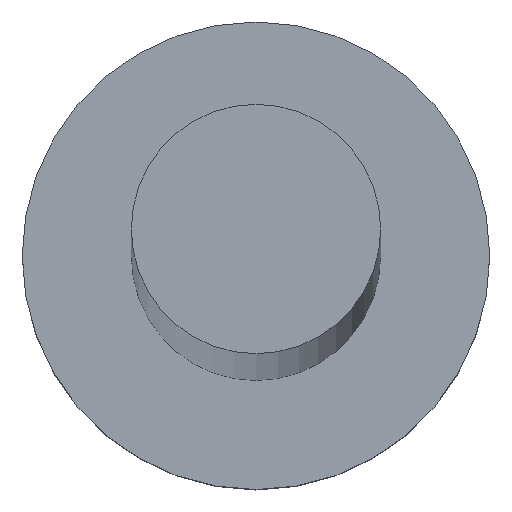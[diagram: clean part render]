
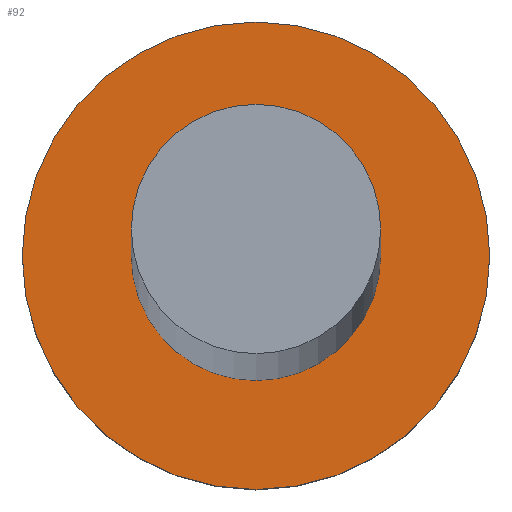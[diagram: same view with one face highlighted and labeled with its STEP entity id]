
A CAD part, top view. The second image highlights one B-rep face of the part: STEP entity #92.
In plain terms, the highlighted planar face has unit normal (0, 0, 1).
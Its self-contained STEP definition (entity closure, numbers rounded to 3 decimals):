
#4 = AXIS2_PLACEMENT_3D ( 'NONE', #9, #7, #208 ) ;
#7 = DIRECTION ( 'NONE',  ( 0., 0., 1. ) ) ;
#9 = CARTESIAN_POINT ( 'NONE',  ( 0., 0., 3. ) ) ;
#18 = EDGE_LOOP ( 'NONE', ( #61, #103 ) ) ;
#31 = FACE_OUTER_BOUND ( 'NONE', #18, .T. ) ;
#48 = EDGE_CURVE ( 'NONE', #236, #237, #59, .T. ) ;
#54 = CIRCLE ( 'NONE', #230, 3. ) ;
#56 = CARTESIAN_POINT ( 'NONE',  ( 1.6, 0., 3. ) ) ;
#58 = DIRECTION ( 'NONE',  ( 0., 0., 1. ) ) ;
#59 = CIRCLE ( 'NONE', #162, 1.6 ) ;
#61 = ORIENTED_EDGE ( 'NONE', *, *, #116, .T. ) ;
#81 = ORIENTED_EDGE ( 'NONE', *, *, #48, .F. ) ;
#83 = EDGE_LOOP ( 'NONE', ( #81, #143 ) ) ;
#84 = DIRECTION ( 'NONE',  ( 1., 0., 0. ) ) ;
#85 = AXIS2_PLACEMENT_3D ( 'NONE', #170, #152, #108 ) ;
#87 = CARTESIAN_POINT ( 'NONE',  ( -1.6, 0., 3. ) ) ;
#92 = ADVANCED_FACE ( 'NONE', ( #240, #31 ), #112, .T. ) ;
#101 = CARTESIAN_POINT ( 'NONE',  ( 0., 0., 3. ) ) ;
#103 = ORIENTED_EDGE ( 'NONE', *, *, #252, .T. ) ;
#107 = AXIS2_PLACEMENT_3D ( 'NONE', #151, #131, #206 ) ;
#108 = DIRECTION ( 'NONE',  ( 1., 0., 0. ) ) ;
#112 = PLANE ( 'NONE',  #4 ) ;
#116 = EDGE_CURVE ( 'NONE', #160, #200, #136, .T. ) ;
#131 = DIRECTION ( 'NONE',  ( 0., 0., 1. ) ) ;
#136 = CIRCLE ( 'NONE', #85, 3. ) ;
#143 = ORIENTED_EDGE ( 'NONE', *, *, #197, .F. ) ;
#151 = CARTESIAN_POINT ( 'NONE',  ( 0., 0., 3. ) ) ;
#152 = DIRECTION ( 'NONE',  ( 0., 0., 1. ) ) ;
#160 = VERTEX_POINT ( 'NONE', #209 ) ;
#162 = AXIS2_PLACEMENT_3D ( 'NONE', #101, #180, #84 ) ;
#170 = CARTESIAN_POINT ( 'NONE',  ( 0., 0., 3. ) ) ;
#180 = DIRECTION ( 'NONE',  ( 0., 0., 1. ) ) ;
#192 = DIRECTION ( 'NONE',  ( 1., 0., 0. ) ) ;
#197 = EDGE_CURVE ( 'NONE', #237, #236, #210, .T. ) ;
#200 = VERTEX_POINT ( 'NONE', #227 ) ;
#206 = DIRECTION ( 'NONE',  ( 1., 0., 0. ) ) ;
#208 = DIRECTION ( 'NONE',  ( 1., 0., 0. ) ) ;
#209 = CARTESIAN_POINT ( 'NONE',  ( -3., 0., 3. ) ) ;
#210 = CIRCLE ( 'NONE', #107, 1.6 ) ;
#215 = CARTESIAN_POINT ( 'NONE',  ( 0., 0., 3. ) ) ;
#227 = CARTESIAN_POINT ( 'NONE',  ( 3., 0., 3. ) ) ;
#230 = AXIS2_PLACEMENT_3D ( 'NONE', #215, #58, #192 ) ;
#236 = VERTEX_POINT ( 'NONE', #87 ) ;
#237 = VERTEX_POINT ( 'NONE', #56 ) ;
#240 = FACE_BOUND ( 'NONE', #83, .T. ) ;
#252 = EDGE_CURVE ( 'NONE', #200, #160, #54, .T. ) ;
